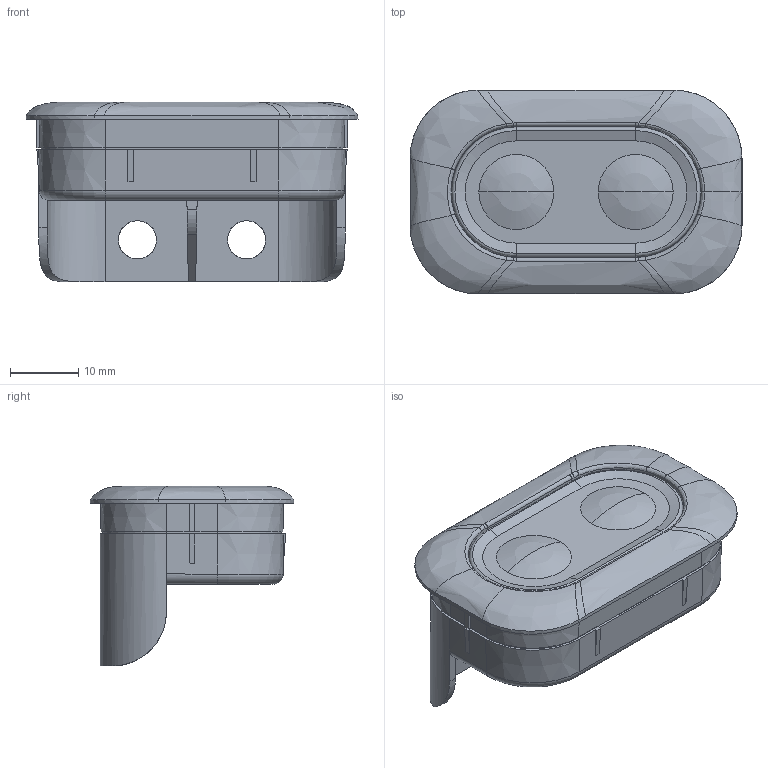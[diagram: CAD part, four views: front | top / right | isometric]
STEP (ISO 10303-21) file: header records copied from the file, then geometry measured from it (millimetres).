
FILE_DESCRIPTION((''),'2;1');
FILE_NAME('JCHT35K10_ASM','2020-01-07T09:11:43',('u'),('捷昌驱动'),'CREO PARAMETRIC BY PTC INC, 2018100','CREO PARAMETRIC BY PTC INC, 2018100','');
FILE_SCHEMA(('CONFIG_CONTROL_DESIGN'));
Length unit declared in the file: millimetre
Products named in the file (6): K10-MJ-SK_1_2; K10-MJ-XK_2_1; K10-MJ-ZUHE_ASM_1_ASM_1_ASM; K10-AJ_40; K10-MJ-ZUHE_ASM_5_ASM; JCHT35K10_ASM
Assembly tree (5 placements, depth 4):
  JCHT35K10_ASM
    K10-MJ-ZUHE_ASM_5_ASM
      K10-MJ-ZUHE_ASM_1_ASM_1_ASM
        K10-MJ-SK_1_2
        K10-MJ-XK_2_1
      K10-AJ_40
Bounding box: 48.7 x 29.9 x 26.4 mm (x, y, z)
Volume: 12945.1 mm3; surface area: 9713.1 mm2
Topology: 3 solids, 3 shells, 271 faces, 748 edges, 489 vertices
Faces by surface type: plane 164, cylinder 47, bspline 28, cone 22, torus 4, sphere 4, extrusion 2
Entity records: 9811 total; most frequent: CARTESIAN_POINT 2867, ORIENTED_EDGE 1488, DIRECTION 1322, EDGE_CURVE 744, VECTOR 496, LINE 494, VERTEX_POINT 489, AXIS2_PLACEMENT_3D 413
